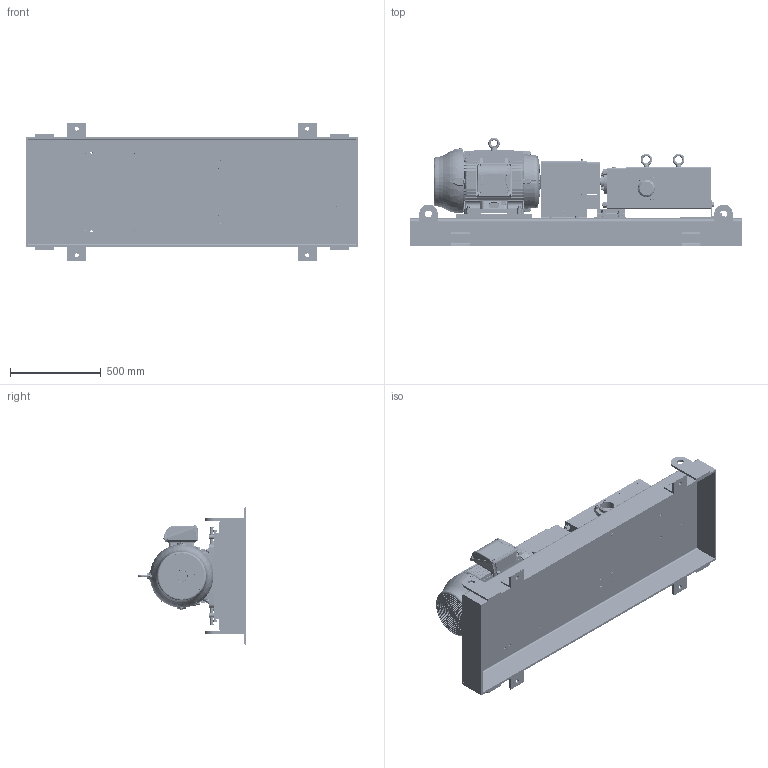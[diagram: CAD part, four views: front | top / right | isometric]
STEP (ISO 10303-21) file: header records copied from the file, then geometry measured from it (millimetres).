
FILE_DESCRIPTION (( 'STEP AP214' ), '1' );
FILE_NAME ('GPV-1455-018-U.STEP', '2019-10-10T15:48:20', ( '' ), ( '' ), 'SwSTEP 2.0', 'SolidWorks 2018', '' );
FILE_SCHEMA (( 'AUTOMOTIVE_DESIGN' ));
Length unit declared in the file: inch
Products named in the file (1): GPV-1455-018-U
Bounding box: 1828.8 x 597.09 x 762 mm (x, y, z)
Surface area: 9432431.6 mm2 (no closed solid volume)
Topology: 0 solids, 161 shells, 8833 faces, 22548 edges, 14442 vertices
Faces by surface type: plane 3686, cylinder 2518, cone 1272, bspline 1252, torus 95, sphere 10
Entity records: 465388 total; most frequent: CARTESIAN_POINT 276554, ORIENTED_EDGE 45002, EDGE_CURVE 22504, B_SPLINE_CURVE_WITH_KNOTS 21967, DIRECTION 15164, VERTEX_POINT 14442, EDGE_LOOP 9664, FACE_OUTER_BOUND 8833
